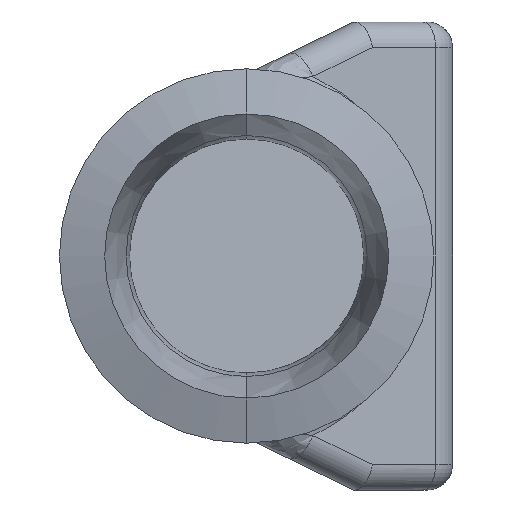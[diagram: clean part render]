
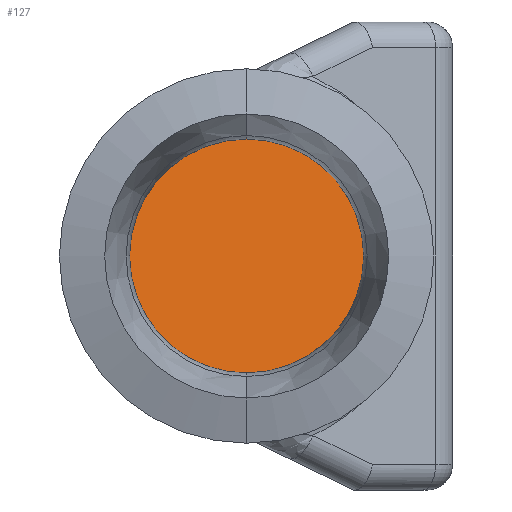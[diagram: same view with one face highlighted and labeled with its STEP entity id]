
A CAD part, left-side view. The second image highlights one B-rep face of the part: STEP entity #127.
In plain terms, the highlighted planar face has unit normal (-0.866, -0.5, 0).
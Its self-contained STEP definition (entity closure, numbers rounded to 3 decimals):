
#40 = DIRECTION ( 'NONE',  ( 0.5, -0.866, 0. ) ) ;
#62 = DIRECTION ( 'NONE',  ( -0.866, -0.5, 0. ) ) ;
#127 = ADVANCED_FACE ( 'NONE', ( #720 ), #1257, .T. ) ;
#159 = EDGE_CURVE ( 'NONE', #252, #1710, #240, .T. ) ;
#175 = CARTESIAN_POINT ( 'NONE',  ( 82.645, 27.5, -13.75 ) ) ;
#240 =( BOUNDED_CURVE ( )  B_SPLINE_CURVE ( 3, ( #599, #1392, #175, #1657 ),
 .UNSPECIFIED., .F., .T. ) 
 B_SPLINE_CURVE_WITH_KNOTS ( ( 4, 4 ),
 ( 4.712, 7.854 ),
 .UNSPECIFIED. ) 
 CURVE ( )  GEOMETRIC_REPRESENTATION_ITEM ( )  RATIONAL_B_SPLINE_CURVE ( ( 1., 0.333, 0.333, 1. ) ) 
 REPRESENTATION_ITEM ( '' )  );
#252 = VERTEX_POINT ( 'NONE', #836 ) ;
#329 = CARTESIAN_POINT ( 'NONE',  ( 114.4, -27.5, 13.75 ) ) ;
#392 = EDGE_LOOP ( 'NONE', ( #1461, #1587 ) ) ;
#599 = CARTESIAN_POINT ( 'NONE',  ( 98.523, 0., 13.75 ) ) ;
#720 = FACE_OUTER_BOUND ( 'NONE', #392, .T. ) ;
#727 = CARTESIAN_POINT ( 'NONE',  ( 98.523, 0., 13.75 ) ) ;
#836 = CARTESIAN_POINT ( 'NONE',  ( 98.523, 0., 13.75 ) ) ;
#1219 = AXIS2_PLACEMENT_3D ( 'NONE', #1247, #62, #40 ) ;
#1247 = CARTESIAN_POINT ( 'NONE',  ( 111.628, -22.7, -81.13 ) ) ;
#1257 = PLANE ( 'NONE',  #1219 ) ;
#1265 = CARTESIAN_POINT ( 'NONE',  ( 98.523, 0., -13.75 ) ) ;
#1392 = CARTESIAN_POINT ( 'NONE',  ( 82.645, 27.5, 13.75 ) ) ;
#1422 =( BOUNDED_CURVE ( )  B_SPLINE_CURVE ( 3, ( #1265, #1524, #329, #727 ),
 .UNSPECIFIED., .F., .T. ) 
 B_SPLINE_CURVE_WITH_KNOTS ( ( 4, 4 ),
 ( 1.571, 4.712 ),
 .UNSPECIFIED. ) 
 CURVE ( )  GEOMETRIC_REPRESENTATION_ITEM ( )  RATIONAL_B_SPLINE_CURVE ( ( 1., 0.333, 0.333, 1. ) ) 
 REPRESENTATION_ITEM ( '' )  );
#1461 = ORIENTED_EDGE ( 'NONE', *, *, #159, .T. ) ;
#1524 = CARTESIAN_POINT ( 'NONE',  ( 114.4, -27.5, -13.75 ) ) ;
#1559 = CARTESIAN_POINT ( 'NONE',  ( 98.523, 0., -13.75 ) ) ;
#1587 = ORIENTED_EDGE ( 'NONE', *, *, #1709, .T. ) ;
#1657 = CARTESIAN_POINT ( 'NONE',  ( 98.523, 0., -13.75 ) ) ;
#1709 = EDGE_CURVE ( 'NONE', #1710, #252, #1422, .T. ) ;
#1710 = VERTEX_POINT ( 'NONE', #1559 ) ;
